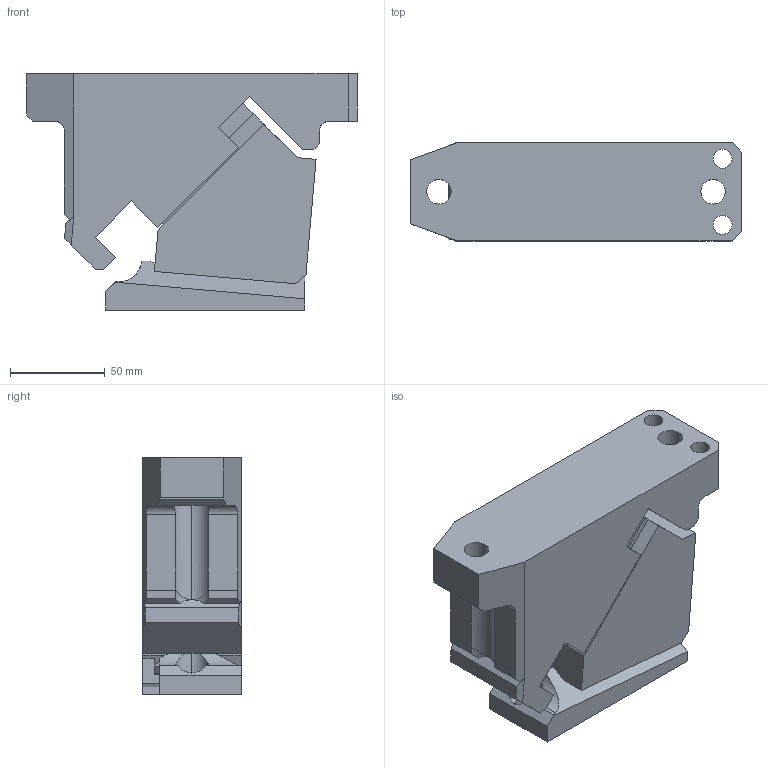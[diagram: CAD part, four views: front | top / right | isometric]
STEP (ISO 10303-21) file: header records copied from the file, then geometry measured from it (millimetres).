
FILE_DESCRIPTION(('CATIA V5 STEP Exchange'),'2;1');
FILE_NAME('CACS_52_05.stp','2015-04-21T07:11:02+00:00',('none'),('none'),'CATIA Version 5 Release 19 SP 2 (IN-10)','CATIA V5 STEP AP203','none');
FILE_SCHEMA(('CONFIG_CONTROL_DESIGN'));
Length unit declared in the file: millimetre
Products named in the file (1): CACS_52_05
Bounding box: 175 x 52 x 125 mm (x, y, z)
Volume: 721042.3 mm3; surface area: 103732.7 mm2
Topology: 3 solids, 3 shells, 170 faces, 495 edges, 333 vertices
Faces by surface type: plane 114, cylinder 39, bspline 17
Entity records: 6208 total; most frequent: CARTESIAN_POINT 1935, ORIENTED_EDGE 990, DIRECTION 675, EDGE_CURVE 495, VERTEX_POINT 333, VECTOR 324, LINE 324, AXIS2_PLACEMENT_3D 208
